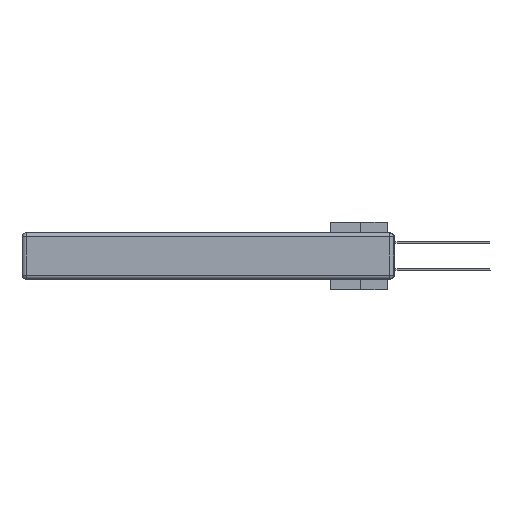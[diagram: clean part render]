
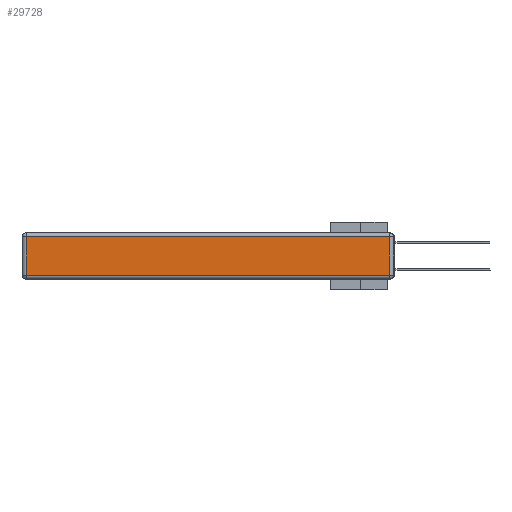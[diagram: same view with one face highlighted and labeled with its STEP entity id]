
A CAD part, left-side view. The second image highlights one B-rep face of the part: STEP entity #29728.
In plain terms, the highlighted planar face has unit normal (-1, 0, 0).
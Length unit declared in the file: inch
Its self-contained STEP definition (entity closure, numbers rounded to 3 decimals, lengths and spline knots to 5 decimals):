
#4 = VECTOR ( 'NONE', #26409, 39.37008 ) ;
#3592 = CARTESIAN_POINT ( 'NONE',  ( 0., 2.72, -0.03 ) ) ;
#6106 = ORIENTED_EDGE ( 'NONE', *, *, #26998, .T. ) ;
#6481 = VECTOR ( 'NONE', #24480, 39.37008 ) ;
#6952 = CARTESIAN_POINT ( 'NONE',  ( 0., 0.03, -0.03 ) ) ;
#7713 = VECTOR ( 'NONE', #38033, 39.37008 ) ;
#8002 = DIRECTION ( 'NONE',  ( 0., 1., 0. ) ) ;
#8355 = VECTOR ( 'NONE', #8002, 39.37008 ) ;
#10151 = CARTESIAN_POINT ( 'NONE',  ( 0., 2.72, -0.343 ) ) ;
#11490 = LINE ( 'NONE', #21217, #7713 ) ;
#11583 = CARTESIAN_POINT ( 'NONE',  ( 0., 0., -0.313 ) ) ;
#13306 = LINE ( 'NONE', #10151, #4 ) ;
#14278 = EDGE_CURVE ( 'NONE', #33698, #41438, #11490, .T. ) ;
#14546 = LINE ( 'NONE', #40870, #8355 ) ;
#18499 = EDGE_LOOP ( 'NONE', ( #37797, #36783, #6106, #25730 ) ) ;
#21217 = CARTESIAN_POINT ( 'NONE',  ( 0., 0.03, -0.343 ) ) ;
#21354 = EDGE_CURVE ( 'NONE', #26819, #33560, #13306, .T. ) ;
#22415 = DIRECTION ( 'NONE',  ( 0., 0., 1. ) ) ;
#23702 = CARTESIAN_POINT ( 'NONE',  ( 0., 0., -0.343 ) ) ;
#24480 = DIRECTION ( 'NONE',  ( 0., -1., 0. ) ) ;
#25730 = ORIENTED_EDGE ( 'NONE', *, *, #21354, .T. ) ;
#26409 = DIRECTION ( 'NONE',  ( 0., 0., -1. ) ) ;
#26819 = VERTEX_POINT ( 'NONE', #3592 ) ;
#26998 = EDGE_CURVE ( 'NONE', #41438, #26819, #14546, .T. ) ;
#27724 = FACE_OUTER_BOUND ( 'NONE', #18499, .T. ) ;
#29728 = ADVANCED_FACE ( 'NONE', ( #27724 ), #39690, .T. ) ;
#32122 = AXIS2_PLACEMENT_3D ( 'NONE', #23702, #34838, #22415 ) ;
#33560 = VERTEX_POINT ( 'NONE', #40873 ) ;
#33698 = VERTEX_POINT ( 'NONE', #38338 ) ;
#33743 = LINE ( 'NONE', #11583, #6481 ) ;
#34838 = DIRECTION ( 'NONE',  ( -1., 0., 0. ) ) ;
#36783 = ORIENTED_EDGE ( 'NONE', *, *, #14278, .T. ) ;
#37006 = EDGE_CURVE ( 'NONE', #33560, #33698, #33743, .T. ) ;
#37797 = ORIENTED_EDGE ( 'NONE', *, *, #37006, .T. ) ;
#38033 = DIRECTION ( 'NONE',  ( 0., 0., 1. ) ) ;
#38338 = CARTESIAN_POINT ( 'NONE',  ( 0., 0.03, -0.313 ) ) ;
#39690 = PLANE ( 'NONE',  #32122 ) ;
#40870 = CARTESIAN_POINT ( 'NONE',  ( 0., 2.75, -0.03 ) ) ;
#40873 = CARTESIAN_POINT ( 'NONE',  ( 0., 2.72, -0.313 ) ) ;
#41438 = VERTEX_POINT ( 'NONE', #6952 ) ;
